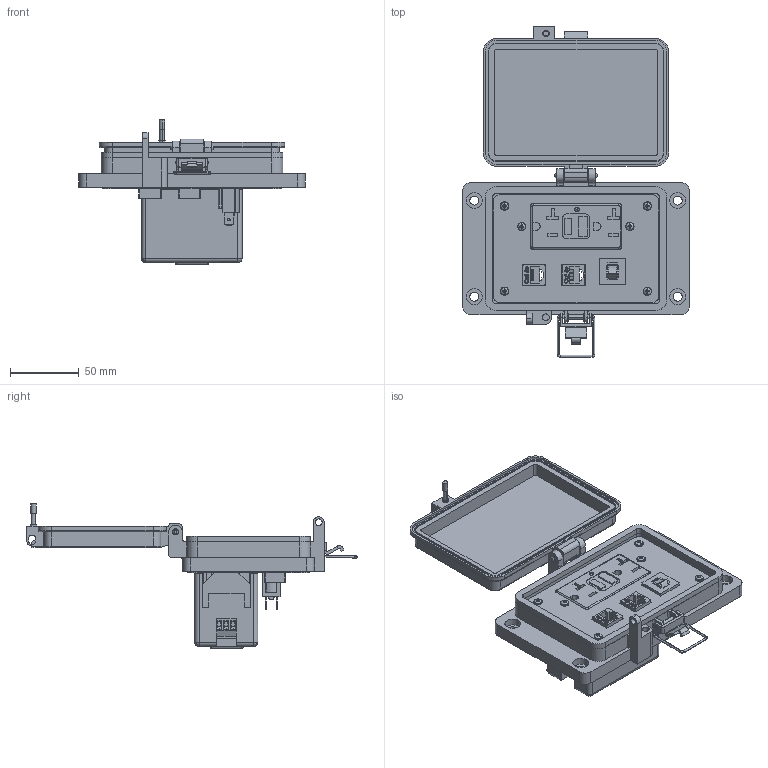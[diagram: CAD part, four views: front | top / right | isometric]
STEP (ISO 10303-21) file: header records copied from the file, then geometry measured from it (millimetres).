
FILE_DESCRIPTION (( 'STEP AP214' ), '1' );
FILE_NAME ('P-R2#2-M2RF5_3D.STEP', '2017-08-25T16:57:25', ( '' ), ( '' ), 'SwSTEP 2.0', 'SolidWorks 2017', '' );
FILE_SCHEMA (( 'AUTOMOTIVE_DESIGN' ));
Length unit declared in the file: millimetre
Products named in the file (11): H-X-M2; 92005A124_METRIC PAN HEAD PHILLIPS MACHINE SCREW_92005A124; RF_RF Clipped; Z-200-OTLT-RIOF_RF Clipped; Z-CB-SM; R2; Z-300-RJ45CAT5; P-R2#2-M2RF5_TP; P-R2#2-M2RF5_FP; P-R2#2-M2RF5_BP; P-R2#2-M2RF5_3D
Assembly tree (16 placements, depth 3):
  P-R2#2-M2RF5_3D
    P-R2#2-M2RF5_BP
    P-R2#2-M2RF5_FP
    P-R2#2-M2RF5_TP
    R2  x2
      Z-300-RJ45CAT5
    Z-CB-SM
    RF_RF Clipped
      Z-200-OTLT-RIOF_RF Clipped
    92005A124_METRIC PAN HEAD PHILLIPS MACHINE SCREW_92005A124  x6
    H-X-M2
Bounding box: 164.96 x 240.59 x 104.92 mm (x, y, z)
Volume: 355016.4 mm3; surface area: 208142.3 mm2
Topology: 25 solids, 25 shells, 3542 faces, 9883 edges, 6524 vertices
Faces by surface type: plane 1728, cylinder 1395, bspline 320, cone 63, torus 24, sphere 12
Entity records: 99444 total; most frequent: CARTESIAN_POINT 25023, ORIENTED_EDGE 12884, DIRECTION 10849, EDGE_CURVE 6442, LINE 4419, VECTOR 4419, VERTEX_POINT 4243, AXIS2_PLACEMENT_3D 3215
